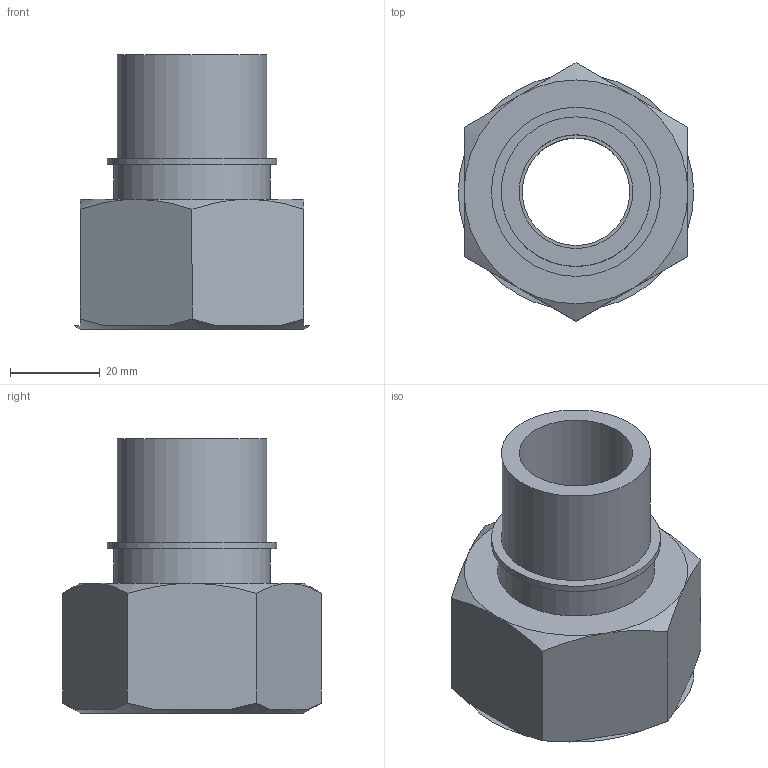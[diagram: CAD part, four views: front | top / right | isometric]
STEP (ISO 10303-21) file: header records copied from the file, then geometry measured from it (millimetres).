
FILE_DESCRIPTION(/* description */ ('STEP AP203'),/* implementation_level */ '2;1');
FILE_NAME(/* name */ 'Welding Cone AKS 30_33.4x4-01',/* time_stamp */ '2025-01-14T12:12:22+01:00',/* author */ ('License CC BY-ND 4.0'),/* organization */ ('CADENAS'),/* preprocessor_version */ 'ST-DEVELOPER v19.3',/* originating_system */ 'PARTsolutions',/* authorisation */ ' ');
FILE_SCHEMA (('CONFIG_CONTROL_DESIGN'));
Length unit declared in the file: millimetre
Products named in the file (1): Schweisskegel AKS 30<33.4x4-01
Bounding box: 52.6 x 57.73 x 61.25 mm (x, y, z)
Volume: 48361.7 mm3; surface area: 21121.6 mm2
Topology: 1 solids, 1 shells, 42 faces, 86 edges, 55 vertices
Faces by surface type: plane 23, cone 10, cylinder 7, torus 2
Full cylindrical faces by diameter (mm): 24 x1, 25.4 x1, 33.4 x1, 35 x2, 37.8 x1, 39.835 x1
Entity records: 1376 total; most frequent: CARTESIAN_POINT 243, DIRECTION 168, ORIENTED_EDGE 142, AXIS2_PLACEMENT_3D 78, EDGE_CURVE 71, EDGE_LOOP 66, FACE_BOUND 66, VERTEX_POINT 53
